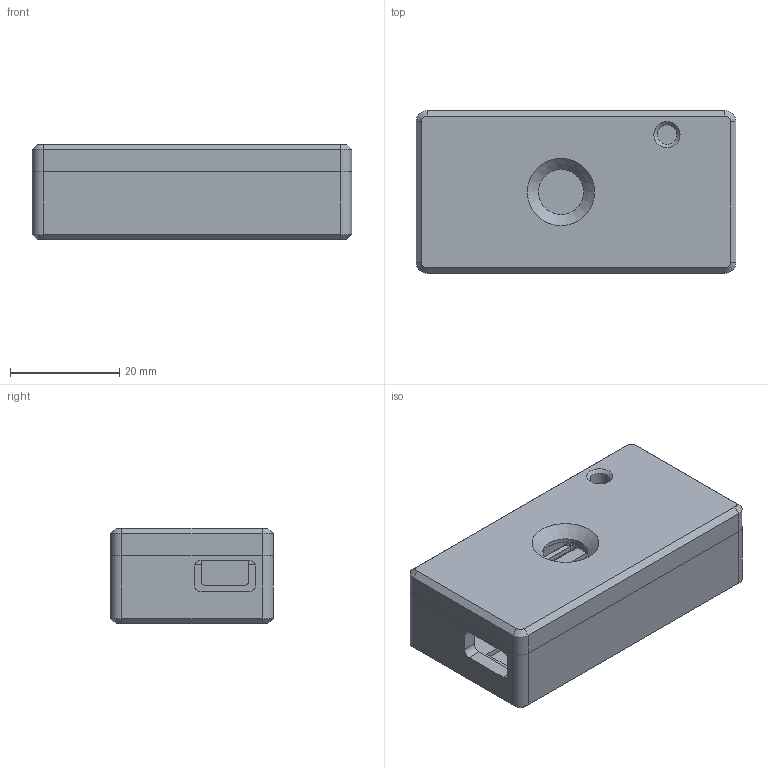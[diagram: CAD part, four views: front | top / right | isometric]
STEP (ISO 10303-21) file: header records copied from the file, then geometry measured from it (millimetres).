
FILE_DESCRIPTION(('FreeCAD Model'),'2;1');
FILE_NAME('Open CASCADE Shape Model','2025-12-07T13:00:54',('FreeCAD'),( 'FreeCAD'),'Open CASCADE STEP processor 7.7','FreeCAD','Unknown');
FILE_SCHEMA(('AUTOMOTIVE_DESIGN { 1 0 10303 214 1 1 1 1 }'));
Length unit declared in the file: millimetre
Products named in the file (1): Open CASCADE STEP translator 7.7 1
Bounding box: 58.65 x 29.82 x 17.59 mm (x, y, z)
Volume: 16600.3 mm3; surface area: 11764.6 mm2
Topology: 2 solids, 2 shells, 210 faces, 1537 edges, 2335 vertices
Faces by surface type: plane 102, cylinder 71, cone 19, sphere 6, bspline 6, torus 6
Full cylindrical faces by diameter (mm): 3 x1, 3.4 x1, 3.6 x1, 6.5 x1, 8.3 x1
Entity records: 14878 total; most frequent: CARTESIAN_POINT 4421, DIRECTION 2420, GEOMETRIC_CURVE_SET 1024, ORIENTED_EDGE 1022, TRIMMED_CURVE 1022, LINE 1008, VECTOR 1008, AXIS2_PLACEMENT_3D 706
